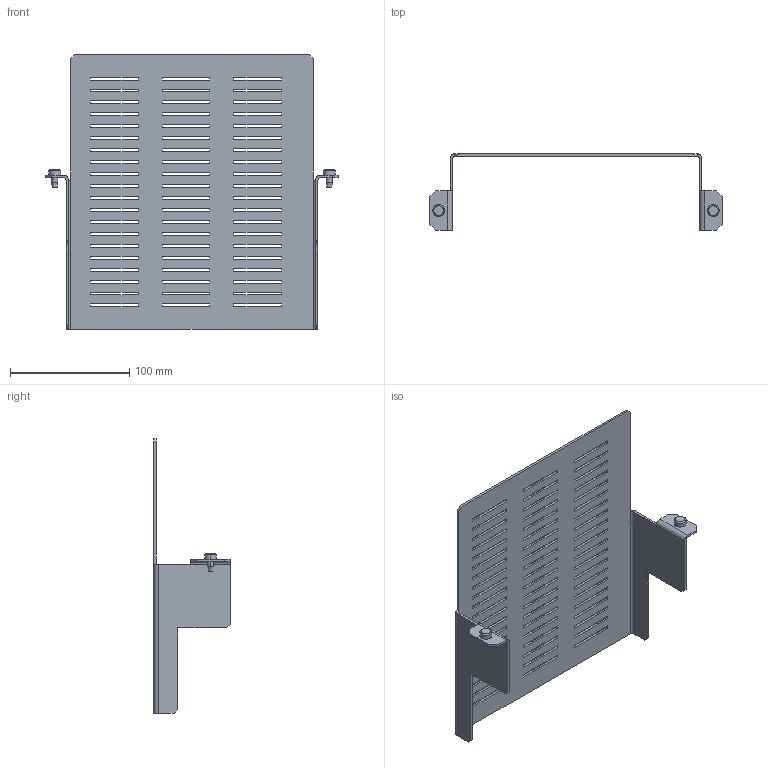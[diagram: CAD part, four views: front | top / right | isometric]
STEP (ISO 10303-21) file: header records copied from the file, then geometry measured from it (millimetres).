
FILE_DESCRIPTION(('STEP AP214'),'1');
FILE_NAME('cctmp_BA3CCF15-8E87-4668-BABB-04037853839A_2025_08_27_13_55_14_0645..stp','2025-08-27T11:55:14',('SIEMENS A&D'),('CADClick - www.CADClick.com'),'Spatial InterOp 3D',' ','unknown authorization');
FILE_SCHEMA(('AUTOMOTIVE_DESIGN'));
Length unit declared in the file: millimetre
Products named in the file (4): cc_unnamed; 2025_08_27_13_55_14_0630; 2025_08_27_13_55_14_0599; 2025_08_27_13_55_14_0567
Assembly tree (3 placements, depth 2):
  cc_unnamed
    2025_08_27_13_55_14_0630
    2025_08_27_13_55_14_0599
    2025_08_27_13_55_14_0567
Bounding box: 245 x 64 x 230 mm (x, y, z)
Volume: 104567.3 mm3; surface area: 116986.9 mm2
Topology: 3 solids, 3 shells, 310 faces, 890 edges, 588 vertices
Faces by surface type: plane 282, cylinder 20, cone 8
Entity records: 12791 total; most frequent: CARTESIAN_POINT 1792, ORIENTED_EDGE 1780, DIRECTION 1566, EDGE_CURVE 890, LINE 842, VECTOR 842, VERTEX_POINT 588, EDGE_LOOP 436
